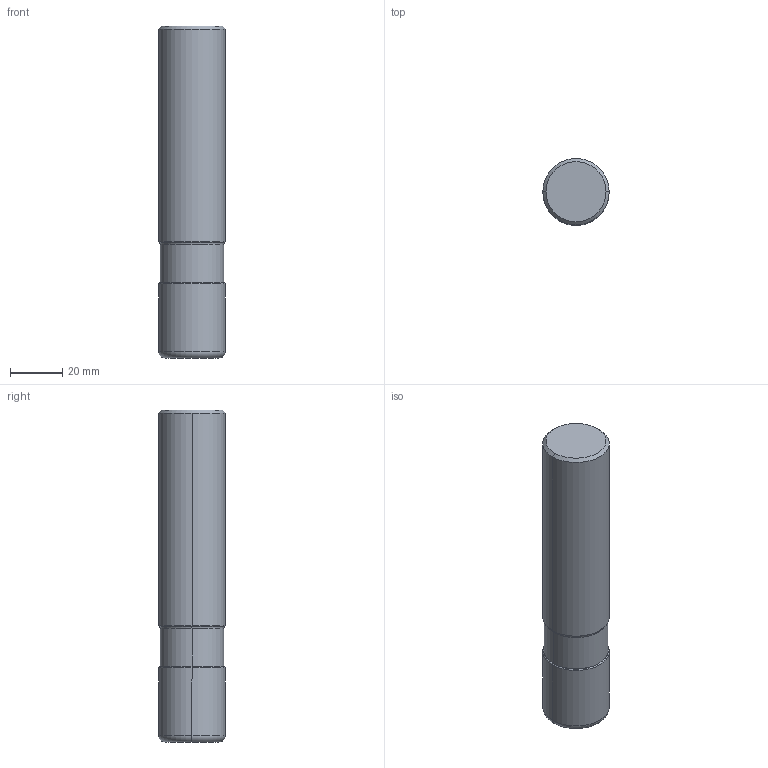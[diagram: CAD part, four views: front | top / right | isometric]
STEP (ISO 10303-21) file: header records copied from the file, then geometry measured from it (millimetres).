
FILE_DESCRIPTION(/* description */ (''),/* implementation_level */ '2;1');
FILE_NAME(/* name */ 'APX3KUR162FA16S11A06_IR0_094.stp',/* time_stamp */ '2021-09-08T11:44:50+09:00',/* author */ (''),/* organization */ (''),/* preprocessor_version */ 'ST-DEVELOPER v16',/* originating_system */ 'SIEMENS PLM Software NX 10.0',/* authorisation */ '');
FILE_SCHEMA (('AUTOMOTIVE_DESIGN { 1 0 10303 214 3 1 1 1 }'));
Length unit declared in the file: millimetre
Products named in the file (1): APX3KUR162FA16S11A06_IR0_094_ASM
Bounding box: 25.4 x 25.4 x 127 mm (x, y, z)
Volume: 72766.9 mm3; surface area: 14891.6 mm2
Topology: 2 solids, 2 shells, 92 faces, 236 edges, 179 vertices
Faces by surface type: torus 40, cone 24, cylinder 12, revolution 10, plane 6
Entity records: 3235 total; most frequent: CARTESIAN_POINT 716, DIRECTION 595, ORIENTED_EDGE 420, AXIS2_PLACEMENT_3D 271, EDGE_CURVE 210, CIRCLE 178, VERTEX_POINT 124, EDGE_LOOP 96
